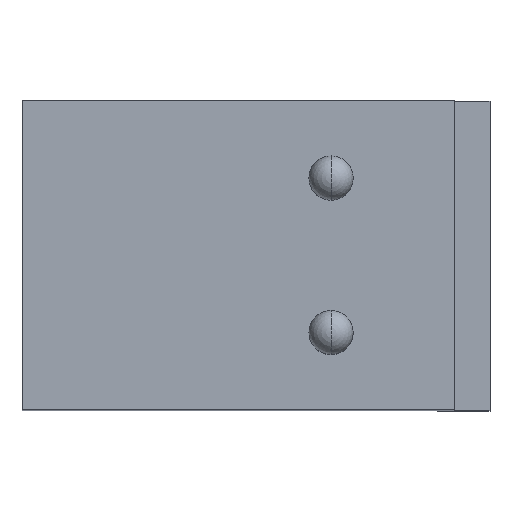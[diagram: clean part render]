
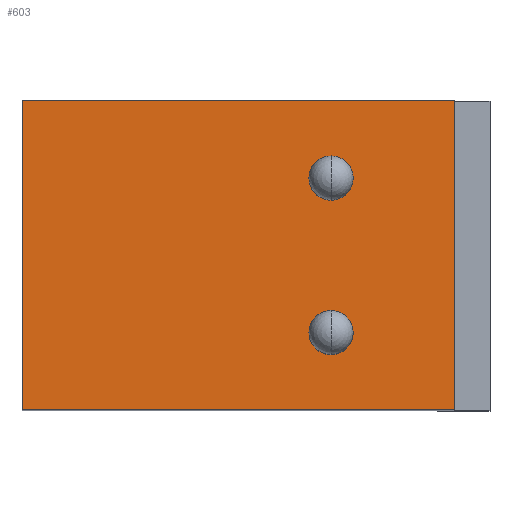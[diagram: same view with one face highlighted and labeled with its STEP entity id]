
A CAD part, top view. The second image highlights one B-rep face of the part: STEP entity #603.
In plain terms, the highlighted planar face has unit normal (0, 0, 1).
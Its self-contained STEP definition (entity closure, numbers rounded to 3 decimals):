
#1=DIRECTION('',(1.,0.,0.));
#2=VECTOR('',#1,9.8);
#3=CARTESIAN_POINT('',(0.,0.,0.));
#4=LINE('',#3,#2);
#33=DIRECTION('',(0.,1.,0.));
#34=VECTOR('',#33,7.);
#35=CARTESIAN_POINT('',(0.,0.,0.));
#36=LINE('',#35,#34);
#37=CARTESIAN_POINT('',(7.,5.25,0.));
#38=DIRECTION('',(0.,0.,1.));
#39=DIRECTION('',(0.,-1.,0.));
#40=AXIS2_PLACEMENT_3D('',#37,#38,#39);
#42=CARTESIAN_POINT('',(7.,5.25,0.));
#43=DIRECTION('',(0.,0.,1.));
#44=DIRECTION('',(0.,1.,0.));
#45=AXIS2_PLACEMENT_3D('',#42,#43,#44);
#47=CARTESIAN_POINT('',(7.,1.75,0.));
#48=DIRECTION('',(0.,0.,1.));
#49=DIRECTION('',(0.,-1.,0.));
#50=AXIS2_PLACEMENT_3D('',#47,#48,#49);
#52=CARTESIAN_POINT('',(7.,1.75,0.));
#53=DIRECTION('',(0.,0.,1.));
#54=DIRECTION('',(0.,1.,0.));
#55=AXIS2_PLACEMENT_3D('',#52,#53,#54);
#389=DIRECTION('',(0.,1.,0.));
#390=VECTOR('',#389,7.);
#391=CARTESIAN_POINT('',(9.8,0.,0.));
#392=LINE('',#391,#390);
#393=DIRECTION('',(1.,0.,0.));
#394=VECTOR('',#393,9.8);
#395=CARTESIAN_POINT('',(0.,7.,0.));
#396=LINE('',#395,#394);
#425=CARTESIAN_POINT('',(0.,0.,0.));
#426=CARTESIAN_POINT('',(9.8,0.,0.));
#427=VERTEX_POINT('',#425);
#428=VERTEX_POINT('',#426);
#441=CARTESIAN_POINT('',(0.,7.,0.));
#442=CARTESIAN_POINT('',(9.8,7.,0.));
#443=VERTEX_POINT('',#441);
#444=VERTEX_POINT('',#442);
#457=CARTESIAN_POINT('',(7.,4.75,0.));
#458=CARTESIAN_POINT('',(7.,5.75,0.));
#459=VERTEX_POINT('',#457);
#460=VERTEX_POINT('',#458);
#477=CARTESIAN_POINT('',(7.,1.25,0.));
#478=CARTESIAN_POINT('',(7.,2.25,0.));
#479=VERTEX_POINT('',#477);
#480=VERTEX_POINT('',#478);
#577=CARTESIAN_POINT('',(0.,0.,0.));
#578=DIRECTION('',(0.,0.,1.));
#579=DIRECTION('',(1.,0.,0.));
#580=AXIS2_PLACEMENT_3D('',#577,#578,#579);
#581=PLANE('',#580);
#582=ORIENTED_EDGE('',*,*,#558,.F.);
#584=ORIENTED_EDGE('',*,*,#583,.T.);
#586=ORIENTED_EDGE('',*,*,#585,.T.);
#588=ORIENTED_EDGE('',*,*,#587,.F.);
#589=EDGE_LOOP('',(#582,#584,#586,#588));
#590=FACE_OUTER_BOUND('',#589,.F.);
#592=ORIENTED_EDGE('',*,*,#591,.T.);
#594=ORIENTED_EDGE('',*,*,#593,.T.);
#595=EDGE_LOOP('',(#592,#594));
#596=FACE_BOUND('',#595,.F.);
#598=ORIENTED_EDGE('',*,*,#597,.T.);
#600=ORIENTED_EDGE('',*,*,#599,.T.);
#601=EDGE_LOOP('',(#598,#600));
#602=FACE_BOUND('',#601,.F.);
#603=ADVANCED_FACE('',(#590,#596,#602),#581,.T.);
#41=CIRCLE('',#40,0.5);
#46=CIRCLE('',#45,0.5);
#51=CIRCLE('',#50,0.5);
#56=CIRCLE('',#55,0.5);
#558=EDGE_CURVE('',#427,#428,#4,.T.);
#583=EDGE_CURVE('',#427,#443,#36,.T.);
#585=EDGE_CURVE('',#443,#444,#396,.T.);
#587=EDGE_CURVE('',#428,#444,#392,.T.);
#591=EDGE_CURVE('',#459,#460,#41,.T.);
#593=EDGE_CURVE('',#460,#459,#46,.T.);
#597=EDGE_CURVE('',#479,#480,#51,.T.);
#599=EDGE_CURVE('',#480,#479,#56,.T.);
